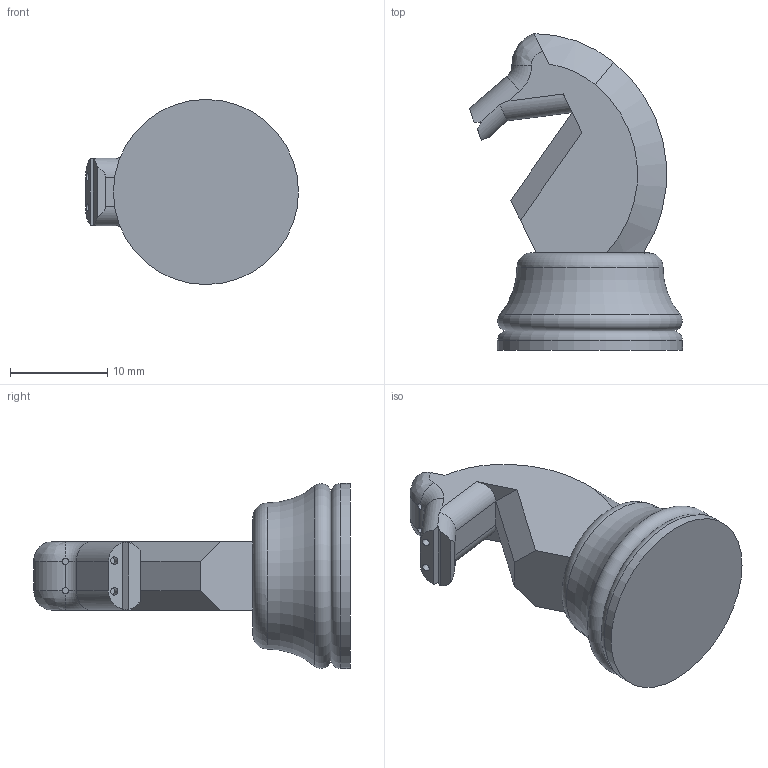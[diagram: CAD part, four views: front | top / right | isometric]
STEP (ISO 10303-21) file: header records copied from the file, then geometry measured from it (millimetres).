
FILE_DESCRIPTION(/* description */ (''),/* implementation_level */ '2;1');
FILE_NAME(/* name */ 'chess_springer v2.step',/* time_stamp */ '2021-03-21T00:15:19+01:00',/* author */ (''),/* organization */ (''),/* preprocessor_version */ 'ST-DEVELOPER v18.1',/* originating_system */ 'Autodesk Translation Framework v9.10.0.1330',/* authorisation */ '');
FILE_SCHEMA (('AUTOMOTIVE_DESIGN { 1 0 10303 214 3 1 1 }'));
Length unit declared in the file: millimetre
Products named in the file (1): chess_springer
Bounding box: 21.87 x 32.5 x 19 mm (x, y, z)
Volume: 3948.6 mm3; surface area: 1945.4 mm2
Topology: 1 solids, 1 shells, 54 faces, 129 edges, 79 vertices
Faces by surface type: plane 26, cylinder 16, torus 6, cone 4, bspline 2
Full cylindrical faces by diameter (mm): 0.635 x2, 0.776 x2, 19 x1
Entity records: 1701 total; most frequent: CARTESIAN_POINT 407, DIRECTION 276, ORIENTED_EDGE 258, EDGE_CURVE 129, AXIS2_PLACEMENT_3D 111, VERTEX_POINT 79, EDGE_LOOP 56, FACE_OUTER_BOUND 54
